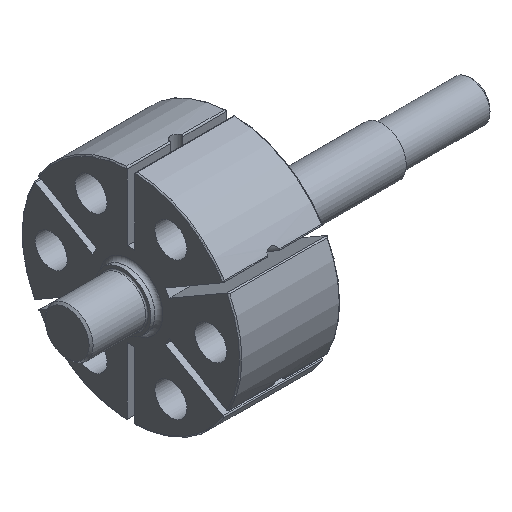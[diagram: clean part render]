
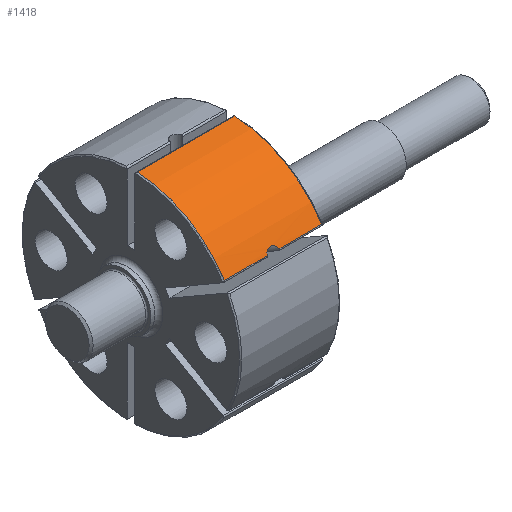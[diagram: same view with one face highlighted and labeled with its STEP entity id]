
A CAD part, isometric view. The second image highlights one B-rep face of the part: STEP entity #1418.
In plain terms, the highlighted cylindrical face has radius 27.5 mm (diameter 55 mm), a partial arc.
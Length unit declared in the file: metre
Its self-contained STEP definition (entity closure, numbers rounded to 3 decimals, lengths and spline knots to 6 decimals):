
#248=CYLINDRICAL_SURFACE('',#249,0.0275);
#249=AXIS2_PLACEMENT_3D('',#250,#251,#252);
#250=CARTESIAN_POINT('',(0.0285,0.0,0.0));
#251=DIRECTION('',(1.0,0.0,0.0));
#252=DIRECTION('',(0.0,0.0,-1.0));
#1417=FACE_OUTER_BOUND('',#1419,.T.);
#1418=ADVANCED_FACE('',(#1417),#248,.T.);
#1419=EDGE_LOOP('',(#1420,#1431,#1502,#1506,#1515,#1523));
#1420=ORIENTED_EDGE('',*,*,#1421,.T.);
#1421=EDGE_CURVE('',#1422,#1424,#1426,.T.);
#1422=VERTEX_POINT('',#1423);
#1423=CARTESIAN_POINT('',(-0.0122,-0.023131,0.014873));
#1424=VERTEX_POINT('',#1425);
#1425=CARTESIAN_POINT('',(-0.001467,-0.023131,
  0.014873));
#1426=LINE('',#1427,#1428);
#1427=CARTESIAN_POINT('',(0.0285,-0.023131,0.014873));
#1428=VECTOR('',#1429,1.0);
#1429=DIRECTION('',(1.0,0.0,0.0));
#1430=CARTESIAN_POINT('',(-0.001467,-0.023131,
  0.014873));
#1431=ORIENTED_EDGE('',*,*,#1432,.T.);
#1432=EDGE_CURVE('',#1424,#1433,#1435,.T.);
#1433=VERTEX_POINT('',#1434);
#1434=CARTESIAN_POINT('',(0.001467,-0.023131,
  0.014873));
#1435=B_SPLINE_CURVE_WITH_KNOTS('',3,(#1430,#1436,#1437,#1438,#1439,#1440,
  #1441,#1442,#1443,#1444,#1445,#1446,#1447,#1448,#1449,#1450,#1451,
  #1452,#1453,#1454,#1455,#1456,#1457,#1458,#1459,#1460,#1461,#1462,
  #1463,#1464,#1465,#1466,#1467,#1468,#1469,#1470,#1471,#1472,#1473,
  #1474,#1475,#1476,#1477,#1478,#1479,#1480,#1481,#1482,#1483,#1484,
  #1485,#1486,#1487,#1488,#1489,#1490,#1491,#1492,#1493,#1494,#1495,
  #1496,#1497,#1498,#1499,#1500,#1501),.UNSPECIFIED.,.F.,.U.,(4,1,1,2,2,
  2,1,1,2,1,2,2,1,1,2,1,2,2,1,1,2,1,2,2,1,1,2,1,2,2,1,1,2,2,2,1,1,2,2,2,
  1,1,1,4),(0.0,0.03125,0.0625,0.09375,
  0.109375,0.125,0.15625,
  0.1875,0.21875,0.234375,
  0.242188,0.25,0.28125,
  0.3125,0.34375,0.359375,
  0.367188,0.375,0.40625,
  0.4375,0.46875,0.484375,
  0.492188,0.5,0.53125,
  0.5625,0.59375,0.609375,
  0.617188,0.625,0.65625,
  0.6875,0.71875,0.734375,
  0.75,0.78125,0.8125,
  0.84375,0.859375,0.875,
  0.90625,0.9375,0.96875,1.0),
  .UNSPECIFIED.);
#1436=CARTESIAN_POINT('',(-0.001458,-0.023109,
  0.014908));
#1437=CARTESIAN_POINT('',(-0.001436,-0.023064,
  0.014977));
#1438=CARTESIAN_POINT('',(-0.001394,-0.022998,
  0.015078));
#1439=CARTESIAN_POINT('',(-0.001359,-0.022956,
  0.015142));
#1440=CARTESIAN_POINT('',(-0.001331,-0.022924,
  0.01519));
#1441=CARTESIAN_POINT('',(-0.001321,-0.022914,
  0.015205));
#1442=CARTESIAN_POINT('',(-0.0013,-0.022893,
  0.015236));
#1443=CARTESIAN_POINT('',(-0.001289,-0.022883,
  0.015252));
#1444=CARTESIAN_POINT('',(-0.001256,-0.022853,
  0.015298));
#1445=CARTESIAN_POINT('',(-0.001208,-0.022813,
  0.015356));
#1446=CARTESIAN_POINT('',(-0.001128,-0.022758,
  0.015438));
#1447=CARTESIAN_POINT('',(-0.00107,-0.022723,
  0.015489));
#1448=CARTESIAN_POINT('',(-0.001024,-0.022698,
  0.015526));
#1449=CARTESIAN_POINT('',(-0.001,-0.022686,
  0.015543));
#1450=CARTESIAN_POINT('',(-0.000976,-0.022674,
  0.015561));
#1451=CARTESIAN_POINT('',(-0.00096,-0.022666,
  0.015572));
#1452=CARTESIAN_POINT('',(-0.000952,-0.022662,
  0.015578));
#1453=CARTESIAN_POINT('',(-0.00091,-0.022643,
  0.015606));
#1454=CARTESIAN_POINT('',(-0.000841,-0.022614,
  0.015648));
#1455=CARTESIAN_POINT('',(-0.000733,-0.022576,
  0.015702));
#1456=CARTESIAN_POINT('',(-0.000658,-0.022554,
  0.015734));
#1457=CARTESIAN_POINT('',(-0.0006,-0.022539,
  0.015756));
#1458=CARTESIAN_POINT('',(-0.00057,-0.022532,
  0.015766));
#1459=CARTESIAN_POINT('',(-0.00054,-0.022525,
  0.015775));
#1460=CARTESIAN_POINT('',(-0.00052,-0.022521,
  0.015782));
#1461=CARTESIAN_POINT('',(-0.00051,-0.022519,
  0.015785));
#1462=CARTESIAN_POINT('',(-0.00046,-0.022508,
  0.015799));
#1463=CARTESIAN_POINT('',(-0.000378,-0.022494,
  0.01582));
#1464=CARTESIAN_POINT('',(-0.000254,-0.022479,
  0.015842));
#1465=CARTESIAN_POINT('',(-0.00017,-0.022472,
  0.015851));
#1466=CARTESIAN_POINT('',(-0.000106,-0.022469,
  0.015855));
#1467=CARTESIAN_POINT('',(-0.000075,-0.022468,
  0.015857));
#1468=CARTESIAN_POINT('',(-0.000042,-0.022467,
  0.015858));
#1469=CARTESIAN_POINT('',(-0.000021,-0.022467,
  0.015858));
#1470=CARTESIAN_POINT('',(-0.00001,-0.022467,
  0.015858));
#1471=CARTESIAN_POINT('',(0.000043,-0.022467,
  0.015858));
#1472=CARTESIAN_POINT('',(0.000128,-0.022469,
  0.015855));
#1473=CARTESIAN_POINT('',(0.000254,-0.022479,
  0.015842));
#1474=CARTESIAN_POINT('',(0.000337,-0.022489,
  0.015827));
#1475=CARTESIAN_POINT('',(0.000399,-0.022498,
  0.015814));
#1476=CARTESIAN_POINT('',(0.00043,-0.022503,
  0.015807));
#1477=CARTESIAN_POINT('',(0.00046,-0.022509,
  0.015799));
#1478=CARTESIAN_POINT('',(0.000481,-0.022513,
  0.015793));
#1479=CARTESIAN_POINT('',(0.000491,-0.022515,
  0.01579));
#1480=CARTESIAN_POINT('',(0.000541,-0.022525,
  0.015776));
#1481=CARTESIAN_POINT('',(0.00062,-0.022543,
  0.015749));
#1482=CARTESIAN_POINT('',(0.000734,-0.022576,
  0.015702));
#1483=CARTESIAN_POINT('',(0.000806,-0.022602,
  0.015666));
#1484=CARTESIAN_POINT('',(0.000859,-0.022622,
  0.015636));
#1485=CARTESIAN_POINT('',(0.000876,-0.022629,
  0.015626));
#1486=CARTESIAN_POINT('',(0.00091,-0.022644,
  0.015605));
#1487=CARTESIAN_POINT('',(0.000927,-0.022651,
  0.015594));
#1488=CARTESIAN_POINT('',(0.000977,-0.022674,
  0.015561));
#1489=CARTESIAN_POINT('',(0.001041,-0.022706,
  0.015514));
#1490=CARTESIAN_POINT('',(0.001129,-0.022758,
  0.015438));
#1491=CARTESIAN_POINT('',(0.001182,-0.022795,
  0.015383));
#1492=CARTESIAN_POINT('',(0.00122,-0.022824,
  0.015341));
#1493=CARTESIAN_POINT('',(0.001232,-0.022833,
  0.015326));
#1494=CARTESIAN_POINT('',(0.001256,-0.022853,
  0.015297));
#1495=CARTESIAN_POINT('',(0.001267,-0.022863,
  0.015282));
#1496=CARTESIAN_POINT('',(0.001301,-0.022894,
  0.015236));
#1497=CARTESIAN_POINT('',(0.001342,-0.022935,
  0.015174));
#1498=CARTESIAN_POINT('',(0.001394,-0.022998,
  0.015077));
#1499=CARTESIAN_POINT('',(0.001436,-0.023064,
  0.014977));
#1500=CARTESIAN_POINT('',(0.001458,-0.023109,
  0.014908));
#1501=CARTESIAN_POINT('',(0.001467,-0.023131,
  0.014873));
#1502=ORIENTED_EDGE('',*,*,#1503,.T.);
#1503=EDGE_CURVE('',#1433,#1504,#1426,.T.);
#1504=VERTEX_POINT('',#1505);
#1505=CARTESIAN_POINT('',(0.0122,-0.023131,0.014873));
#1506=ORIENTED_EDGE('',*,*,#1507,.T.);
#1507=EDGE_CURVE('',#1504,#1508,#1510,.F.);
#1508=VERTEX_POINT('',#1509);
#1509=CARTESIAN_POINT('',(0.0122,-0.001314,0.027469));
#1510=CIRCLE('',#1511,0.0275);
#1511=AXIS2_PLACEMENT_3D('',#1512,#1513,#1514);
#1512=CARTESIAN_POINT('',(0.0122,0.0,0.0));
#1513=DIRECTION('',(1.0,0.0,0.0));
#1514=DIRECTION('',(0.0,0.0,-1.0));
#1515=ORIENTED_EDGE('',*,*,#1516,.T.);
#1516=EDGE_CURVE('',#1508,#1517,#1519,.F.);
#1517=VERTEX_POINT('',#1518);
#1518=CARTESIAN_POINT('',(-0.0122,-0.001314,0.027469)
  );
#1519=LINE('',#1520,#1521);
#1520=CARTESIAN_POINT('',(0.0285,-0.001314,0.027469));
#1521=VECTOR('',#1522,1.0);
#1522=DIRECTION('',(1.0,0.0,0.0));
#1523=ORIENTED_EDGE('',*,*,#1524,.T.);
#1524=EDGE_CURVE('',#1517,#1422,#1525,.F.);
#1525=CIRCLE('',#1526,0.0275);
#1526=AXIS2_PLACEMENT_3D('',#1527,#1528,#1529);
#1527=CARTESIAN_POINT('',(-0.0122,0.0,0.0));
#1528=DIRECTION('',(-1.0,0.0,0.0));
#1529=DIRECTION('',(0.0,0.0,1.0));
